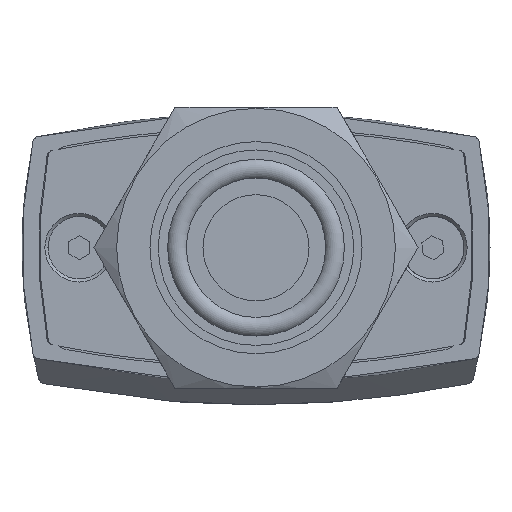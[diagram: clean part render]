
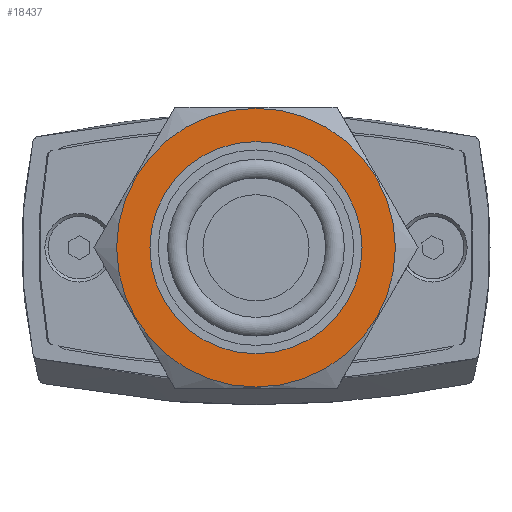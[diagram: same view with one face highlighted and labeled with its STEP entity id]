
A CAD part, front view. The second image highlights one B-rep face of the part: STEP entity #18437.
In plain terms, the highlighted planar face has unit normal (0, -1, 0).
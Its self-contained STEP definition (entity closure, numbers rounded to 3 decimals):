
#342=PLANE('',#19535);
#977=FACE_BOUND('',#2294,.T.);
#1251=FACE_OUTER_BOUND('',#2293,.T.);
#2293=EDGE_LOOP('',(#12126));
#2294=EDGE_LOOP('',(#12127));
#3464=CIRCLE('',#19534,13.4);
#3465=CIRCLE('',#19536,10.2);
#7597=VERTEX_POINT('',#26302);
#7598=VERTEX_POINT('',#26305);
#9391=EDGE_CURVE('',#7597,#7597,#3464,.T.);
#9392=EDGE_CURVE('',#7598,#7598,#3465,.T.);
#12126=ORIENTED_EDGE('',*,*,#9391,.T.);
#12127=ORIENTED_EDGE('',*,*,#9392,.F.);
#18437=ADVANCED_FACE('',(#1251,#977),#342,.T.);
#19534=AXIS2_PLACEMENT_3D('',#26303,#21359,#21360);
#19535=AXIS2_PLACEMENT_3D('',#26304,#21361,#21362);
#19536=AXIS2_PLACEMENT_3D('',#26306,#21363,#21364);
#21359=DIRECTION('center_axis',(0.,-1.,0.));
#21360=DIRECTION('ref_axis',(-1.,0.,0.));
#21361=DIRECTION('center_axis',(0.,-1.,0.));
#21362=DIRECTION('ref_axis',(0.,0.,1.));
#21363=DIRECTION('center_axis',(0.,-1.,0.));
#21364=DIRECTION('ref_axis',(-1.,0.,0.));
#26302=CARTESIAN_POINT('',(-13.4,-76.9,0.));
#26303=CARTESIAN_POINT('Origin',(0.,-76.9,0.));
#26304=CARTESIAN_POINT('Origin',(-11.8,-76.9,0.));
#26305=CARTESIAN_POINT('',(-10.2,-76.9,0.));
#26306=CARTESIAN_POINT('Origin',(0.,-76.9,0.));
